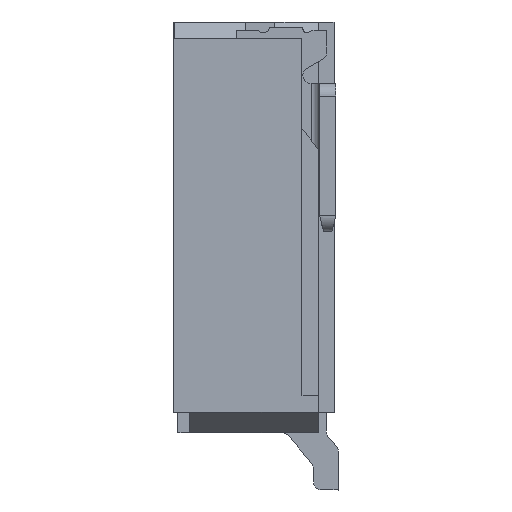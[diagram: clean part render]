
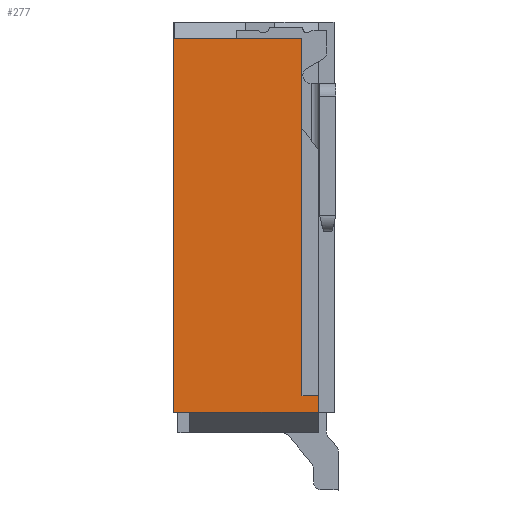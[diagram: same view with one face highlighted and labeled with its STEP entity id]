
A CAD part, left-side view. The second image highlights one B-rep face of the part: STEP entity #277.
In plain terms, the highlighted face is planar.
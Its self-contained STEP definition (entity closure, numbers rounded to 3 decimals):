
#277 = ADVANCED_FACE ( 'NONE', ( #16268 ), #31699, .T. ) ;
#974 = VECTOR ( 'NONE', #7974, 1000. ) ;
#1157 = CARTESIAN_POINT ( 'NONE',  ( 1.76, 7.15, 0.25 ) ) ;
#1754 = EDGE_CURVE ( 'NONE', #16022, #5931, #26004, .T. ) ;
#4867 = CARTESIAN_POINT ( 'NONE',  ( 0.19, 7.15, 0.25 ) ) ;
#4978 = EDGE_CURVE ( 'NONE', #5931, #22778, #24131, .T. ) ;
#5231 = ORIENTED_EDGE ( 'NONE', *, *, #18784, .F. ) ;
#5931 = VERTEX_POINT ( 'NONE', #4867 ) ;
#6747 = CARTESIAN_POINT ( 'NONE',  ( 0.19, 7.15, 0.25 ) ) ;
#6804 = CARTESIAN_POINT ( 'NONE',  ( 0.19, 7.15, 0.45 ) ) ;
#7974 = DIRECTION ( 'NONE',  ( -1., 0., 0. ) ) ;
#8701 = CARTESIAN_POINT ( 'NONE',  ( 0.39, 7.15, 0.45 ) ) ;
#8947 = DIRECTION ( 'NONE',  ( 0., 0., -1. ) ) ;
#9285 = EDGE_CURVE ( 'NONE', #16241, #22778, #21351, .T. ) ;
#10119 = ORIENTED_EDGE ( 'NONE', *, *, #4978, .T. ) ;
#10207 = CARTESIAN_POINT ( 'NONE',  ( 1.95, 7.15, 0.25 ) ) ;
#11375 = CARTESIAN_POINT ( 'NONE',  ( 0.39, 7.15, 4.8 ) ) ;
#11389 = DIRECTION ( 'NONE',  ( 0., 1., 0. ) ) ;
#11428 = EDGE_CURVE ( 'NONE', #30475, #16022, #30041, .T. ) ;
#11971 = CARTESIAN_POINT ( 'NONE',  ( 1.95, 7.15, 4.8 ) ) ;
#12245 = VERTEX_POINT ( 'NONE', #14632 ) ;
#13574 = DIRECTION ( 'NONE',  ( -1., 0., 0. ) ) ;
#14434 = AXIS2_PLACEMENT_3D ( 'NONE', #16579, #11389, #29103 ) ;
#14632 = CARTESIAN_POINT ( 'NONE',  ( 0.39, 7.15, 4.8 ) ) ;
#14897 = VECTOR ( 'NONE', #13574, 1000. ) ;
#15849 = DIRECTION ( 'NONE',  ( -1., 0., 0. ) ) ;
#15953 = EDGE_CURVE ( 'NONE', #12245, #16241, #31371, .T. ) ;
#16022 = VERTEX_POINT ( 'NONE', #1157 ) ;
#16241 = VERTEX_POINT ( 'NONE', #22408 ) ;
#16268 = FACE_OUTER_BOUND ( 'NONE', #25812, .T. ) ;
#16549 = VECTOR ( 'NONE', #20280, 1000. ) ;
#16579 = CARTESIAN_POINT ( 'NONE',  ( 1.07, 7.15, 2.525 ) ) ;
#17726 = VERTEX_POINT ( 'NONE', #11971 ) ;
#18113 = VECTOR ( 'NONE', #15849, 1000. ) ;
#18496 = DIRECTION ( 'NONE',  ( 0., 0., 1. ) ) ;
#18784 = EDGE_CURVE ( 'NONE', #30475, #17726, #26303, .T. ) ;
#18841 = VECTOR ( 'NONE', #8947, 1000. ) ;
#18901 = VECTOR ( 'NONE', #18496, 1000. ) ;
#18921 = DIRECTION ( 'NONE',  ( 0., 0., 1. ) ) ;
#20280 = DIRECTION ( 'NONE',  ( -1., 0., 0. ) ) ;
#21351 = LINE ( 'NONE', #8701, #18113 ) ;
#22094 = CARTESIAN_POINT ( 'NONE',  ( 1.95, 7.15, 0.25 ) ) ;
#22408 = CARTESIAN_POINT ( 'NONE',  ( 0.39, 7.15, 0.45 ) ) ;
#22778 = VERTEX_POINT ( 'NONE', #6804 ) ;
#22926 = CARTESIAN_POINT ( 'NONE',  ( 1.76, 7.15, 0.25 ) ) ;
#23179 = EDGE_CURVE ( 'NONE', #17726, #12245, #23816, .T. ) ;
#23816 = LINE ( 'NONE', #31294, #14897 ) ;
#24131 = LINE ( 'NONE', #6747, #28965 ) ;
#25200 = ORIENTED_EDGE ( 'NONE', *, *, #9285, .F. ) ;
#25812 = EDGE_LOOP ( 'NONE', ( #28437, #5231, #32155, #29253, #10119, #25200, #25881 ) ) ;
#25881 = ORIENTED_EDGE ( 'NONE', *, *, #15953, .F. ) ;
#26004 = LINE ( 'NONE', #22926, #974 ) ;
#26303 = LINE ( 'NONE', #30866, #18901 ) ;
#28437 = ORIENTED_EDGE ( 'NONE', *, *, #23179, .F. ) ;
#28965 = VECTOR ( 'NONE', #18921, 1000. ) ;
#29103 = DIRECTION ( 'NONE',  ( 1., 0., 0. ) ) ;
#29253 = ORIENTED_EDGE ( 'NONE', *, *, #1754, .T. ) ;
#30041 = LINE ( 'NONE', #10207, #16549 ) ;
#30475 = VERTEX_POINT ( 'NONE', #22094 ) ;
#30866 = CARTESIAN_POINT ( 'NONE',  ( 1.95, 7.15, 0.25 ) ) ;
#31294 = CARTESIAN_POINT ( 'NONE',  ( 1.95, 7.15, 4.8 ) ) ;
#31371 = LINE ( 'NONE', #11375, #18841 ) ;
#31699 = PLANE ( 'NONE',  #14434 ) ;
#32155 = ORIENTED_EDGE ( 'NONE', *, *, #11428, .T. ) ;
